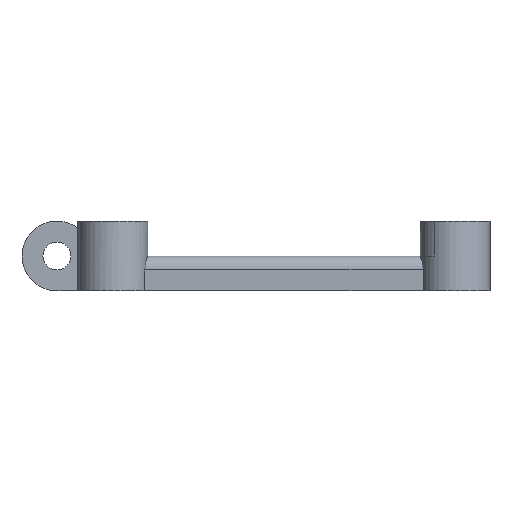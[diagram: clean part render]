
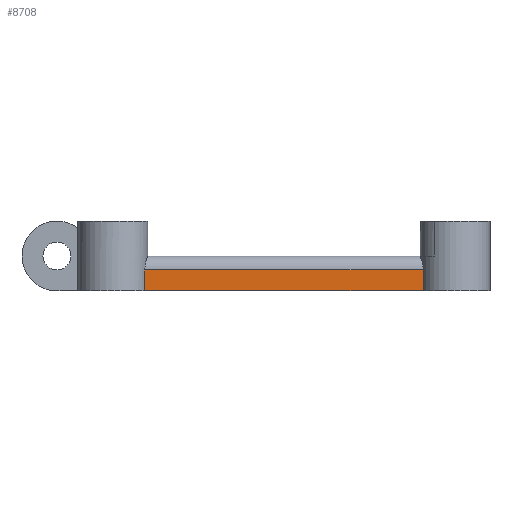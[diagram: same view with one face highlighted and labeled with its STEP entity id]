
A CAD part, left-side view. The second image highlights one B-rep face of the part: STEP entity #8708.
In plain terms, the highlighted planar face has unit normal (-1, 0, 0).
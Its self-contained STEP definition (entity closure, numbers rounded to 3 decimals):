
#1454 = PLANE('',#1455);
#1455 = AXIS2_PLACEMENT_3D('',#1456,#1457,#1458);
#1456 = CARTESIAN_POINT('',(-67.,27.5,0.));
#1457 = DIRECTION('',(0.,0.,-1.));
#1458 = DIRECTION('',(-1.,0.,0.));
#3633 = VERTEX_POINT('',#3634);
#3634 = CARTESIAN_POINT('',(-75.,-19.917,0.));
#3653 = CYLINDRICAL_SURFACE('',#3654,5.);
#3654 = AXIS2_PLACEMENT_3D('',#3655,#3656,#3657);
#3655 = CARTESIAN_POINT('',(-73.,-24.5,0.));
#3656 = DIRECTION('',(-0.,-0.,-1.));
#3657 = DIRECTION('',(1.,0.,0.));
#3665 = EDGE_CURVE('',#3633,#3666,#3668,.T.);
#3666 = VERTEX_POINT('',#3667);
#3667 = CARTESIAN_POINT('',(-75.,19.917,0.));
#3668 = SURFACE_CURVE('',#3669,(#3673,#3680),.PCURVE_S1.);
#3669 = LINE('',#3670,#3671);
#3670 = CARTESIAN_POINT('',(-75.,-27.5,0.));
#3671 = VECTOR('',#3672,1.);
#3672 = DIRECTION('',(0.,1.,0.));
#3673 = PCURVE('',#1454,#3674);
#3674 = DEFINITIONAL_REPRESENTATION('',(#3675),#3679);
#3675 = LINE('',#3676,#3677);
#3676 = CARTESIAN_POINT('',(8.,-55.));
#3677 = VECTOR('',#3678,1.);
#3678 = DIRECTION('',(0.,1.));
#3679 = ( GEOMETRIC_REPRESENTATION_CONTEXT(2) 
PARAMETRIC_REPRESENTATION_CONTEXT() REPRESENTATION_CONTEXT('2D SPACE',''
  ) );
#3680 = PCURVE('',#3681,#3686);
#3681 = PLANE('',#3682);
#3682 = AXIS2_PLACEMENT_3D('',#3683,#3684,#3685);
#3683 = CARTESIAN_POINT('',(-75.,-27.5,0.));
#3684 = DIRECTION('',(-1.,0.,0.));
#3685 = DIRECTION('',(0.,1.,0.));
#3686 = DEFINITIONAL_REPRESENTATION('',(#3687),#3691);
#3687 = LINE('',#3688,#3689);
#3688 = CARTESIAN_POINT('',(0.,0.));
#3689 = VECTOR('',#3690,1.);
#3690 = DIRECTION('',(1.,0.));
#3691 = ( GEOMETRIC_REPRESENTATION_CONTEXT(2) 
PARAMETRIC_REPRESENTATION_CONTEXT() REPRESENTATION_CONTEXT('2D SPACE',''
  ) );
#3714 = CYLINDRICAL_SURFACE('',#3715,5.);
#3715 = AXIS2_PLACEMENT_3D('',#3716,#3717,#3718);
#3716 = CARTESIAN_POINT('',(-73.,24.5,0.));
#3717 = DIRECTION('',(-0.,-0.,-1.));
#3718 = DIRECTION('',(1.,0.,0.));
#8390 = EDGE_CURVE('',#8391,#3633,#8393,.T.);
#8391 = VERTEX_POINT('',#8392);
#8392 = CARTESIAN_POINT('',(-75.,-19.917,3.));
#8393 = SURFACE_CURVE('',#8394,(#8398,#8404),.PCURVE_S1.);
#8394 = LINE('',#8395,#8396);
#8395 = CARTESIAN_POINT('',(-75.,-19.917,0.));
#8396 = VECTOR('',#8397,1.);
#8397 = DIRECTION('',(-0.,-0.,-1.));
#8398 = PCURVE('',#3653,#8399);
#8399 = DEFINITIONAL_REPRESENTATION('',(#8400),#8403);
#8400 = B_SPLINE_CURVE_WITH_KNOTS('',1,(#8401,#8402),.UNSPECIFIED.,.F.,
  .F.,(2,2),(-5.5,-0.),.PIECEWISE_BEZIER_KNOTS.);
#8401 = CARTESIAN_POINT('',(-1.982,-5.5));
#8402 = CARTESIAN_POINT('',(-1.982,0.));
#8403 = ( GEOMETRIC_REPRESENTATION_CONTEXT(2) 
PARAMETRIC_REPRESENTATION_CONTEXT() REPRESENTATION_CONTEXT('2D SPACE',''
  ) );
#8404 = PCURVE('',#3681,#8405);
#8405 = DEFINITIONAL_REPRESENTATION('',(#8406),#8409);
#8406 = B_SPLINE_CURVE_WITH_KNOTS('',1,(#8407,#8408),.UNSPECIFIED.,.F.,
  .F.,(2,2),(-5.5,-0.),.PIECEWISE_BEZIER_KNOTS.);
#8407 = CARTESIAN_POINT('',(7.583,-5.5));
#8408 = CARTESIAN_POINT('',(7.583,0.));
#8409 = ( GEOMETRIC_REPRESENTATION_CONTEXT(2) 
PARAMETRIC_REPRESENTATION_CONTEXT() REPRESENTATION_CONTEXT('2D SPACE',''
  ) );
#8473 = CYLINDRICAL_SURFACE('',#8474,2.);
#8474 = AXIS2_PLACEMENT_3D('',#8475,#8476,#8477);
#8475 = CARTESIAN_POINT('',(-73.,-19.917,3.));
#8476 = DIRECTION('',(0.,1.,0.));
#8477 = DIRECTION('',(-1.,0.,0.));
#8708 = ADVANCED_FACE('',(#8709),#3681,.T.);
#8709 = FACE_BOUND('',#8710,.T.);
#8710 = EDGE_LOOP('',(#8711,#8712,#8735,#8754));
#8711 = ORIENTED_EDGE('',*,*,#8390,.F.);
#8712 = ORIENTED_EDGE('',*,*,#8713,.T.);
#8713 = EDGE_CURVE('',#8391,#8714,#8716,.T.);
#8714 = VERTEX_POINT('',#8715);
#8715 = CARTESIAN_POINT('',(-75.,19.917,3.));
#8716 = SURFACE_CURVE('',#8717,(#8721,#8728),.PCURVE_S1.);
#8717 = LINE('',#8718,#8719);
#8718 = CARTESIAN_POINT('',(-75.,-19.917,3.));
#8719 = VECTOR('',#8720,1.);
#8720 = DIRECTION('',(0.,1.,0.));
#8721 = PCURVE('',#3681,#8722);
#8722 = DEFINITIONAL_REPRESENTATION('',(#8723),#8727);
#8723 = LINE('',#8724,#8725);
#8724 = CARTESIAN_POINT('',(7.583,-3.));
#8725 = VECTOR('',#8726,1.);
#8726 = DIRECTION('',(1.,0.));
#8727 = ( GEOMETRIC_REPRESENTATION_CONTEXT(2) 
PARAMETRIC_REPRESENTATION_CONTEXT() REPRESENTATION_CONTEXT('2D SPACE',''
  ) );
#8728 = PCURVE('',#8473,#8729);
#8729 = DEFINITIONAL_REPRESENTATION('',(#8730),#8734);
#8730 = LINE('',#8731,#8732);
#8731 = CARTESIAN_POINT('',(0.,0.));
#8732 = VECTOR('',#8733,1.);
#8733 = DIRECTION('',(0.,1.));
#8734 = ( GEOMETRIC_REPRESENTATION_CONTEXT(2) 
PARAMETRIC_REPRESENTATION_CONTEXT() REPRESENTATION_CONTEXT('2D SPACE',''
  ) );
#8735 = ORIENTED_EDGE('',*,*,#8736,.T.);
#8736 = EDGE_CURVE('',#8714,#3666,#8737,.T.);
#8737 = SURFACE_CURVE('',#8738,(#8742,#8748),.PCURVE_S1.);
#8738 = LINE('',#8739,#8740);
#8739 = CARTESIAN_POINT('',(-75.,19.917,0.));
#8740 = VECTOR('',#8741,1.);
#8741 = DIRECTION('',(-0.,-0.,-1.));
#8742 = PCURVE('',#3681,#8743);
#8743 = DEFINITIONAL_REPRESENTATION('',(#8744),#8747);
#8744 = B_SPLINE_CURVE_WITH_KNOTS('',1,(#8745,#8746),.UNSPECIFIED.,.F.,
  .F.,(2,2),(-5.5,-0.),.PIECEWISE_BEZIER_KNOTS.);
#8745 = CARTESIAN_POINT('',(47.417,-5.5));
#8746 = CARTESIAN_POINT('',(47.417,0.));
#8747 = ( GEOMETRIC_REPRESENTATION_CONTEXT(2) 
PARAMETRIC_REPRESENTATION_CONTEXT() REPRESENTATION_CONTEXT('2D SPACE',''
  ) );
#8748 = PCURVE('',#3714,#8749);
#8749 = DEFINITIONAL_REPRESENTATION('',(#8750),#8753);
#8750 = B_SPLINE_CURVE_WITH_KNOTS('',1,(#8751,#8752),.UNSPECIFIED.,.F.,
  .F.,(2,2),(-5.5,-0.),.PIECEWISE_BEZIER_KNOTS.);
#8751 = CARTESIAN_POINT('',(-4.301,-5.5));
#8752 = CARTESIAN_POINT('',(-4.301,0.));
#8753 = ( GEOMETRIC_REPRESENTATION_CONTEXT(2) 
PARAMETRIC_REPRESENTATION_CONTEXT() REPRESENTATION_CONTEXT('2D SPACE',''
  ) );
#8754 = ORIENTED_EDGE('',*,*,#3665,.F.);
